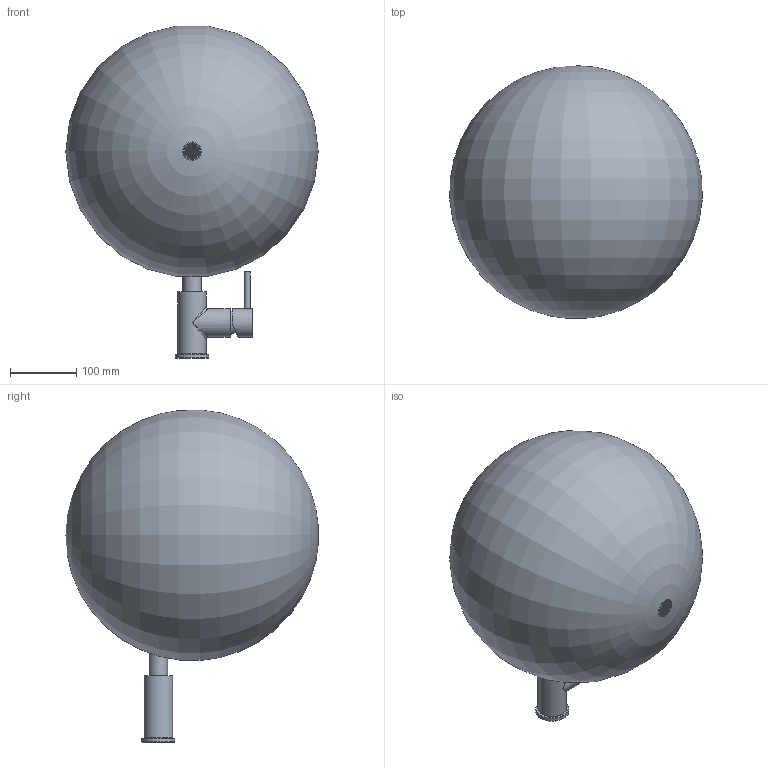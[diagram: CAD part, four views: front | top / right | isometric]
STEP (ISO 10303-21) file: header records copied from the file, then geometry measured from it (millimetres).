
FILE_DESCRIPTION(/* description */ ('Unknown'),/* implementation_level */ '2;1');
FILE_NAME(/* name */ 'FKM15',/* time_stamp */ '2017-05-22T16:26:16+02:00',/* author */ ('Unknown'),/* organization */ ('Unknown'),/* preprocessor_version */ 'ST-DEVELOPER v16.7',/* originating_system */ 'DEX',/* authorisation */ $);
FILE_SCHEMA (('AUTOMOTIVE_DESIGN {1 0 10303 214 3 1 1}'));
Length unit declared in the file: millimetre
Products named in the file (9): doccia estraibile 1; flangia'base; corpo; doccia microevo CB044; doccetta; aeratore microevo; getto pioggia microevo; aeratore; bocca L
Assembly tree (7 placements, depth 3):
  doccia estraibile 1
    corpo
    doccia microevo CB044
      doccetta
      aeratore microevo
      getto pioggia microevo
      aeratore
    bocca L
  flangia'base
Bounding box: 379.53 x 380.27 x 499.38 mm (x, y, z)
Volume: 28990267.4 mm3; surface area: 561194.1 mm2
Topology: 7 solids, 7 shells, 965 faces, 2431 edges, 1482 vertices
Faces by surface type: plane 399, cylinder 228, torus 189, bspline 139, sphere 7, cone 3
Full cylindrical faces by diameter (mm): 1 x1, 1.3 x18, 7.684 x1, 9 x1, 14 x1, 14.8 x1, 15 x1, 18 x1, 19.5 x1, 20 x1, 20.955 x1, 24 x1, 24.5 x1, 25 x2, 26 x1, 28 x3, 33 x1, 35 x1, 36.7 x1, 37.5 x1, 42.9 x1, 43 x2, 45 x1, 50 x1
Entity records: 30187 total; most frequent: CARTESIAN_POINT 7478, DIRECTION 4752, ORIENTED_EDGE 4618, EDGE_CURVE 2309, AXIS2_PLACEMENT_3D 1810, VERTEX_POINT 1441, FACE_BOUND 1160, EDGE_LOOP 1159
